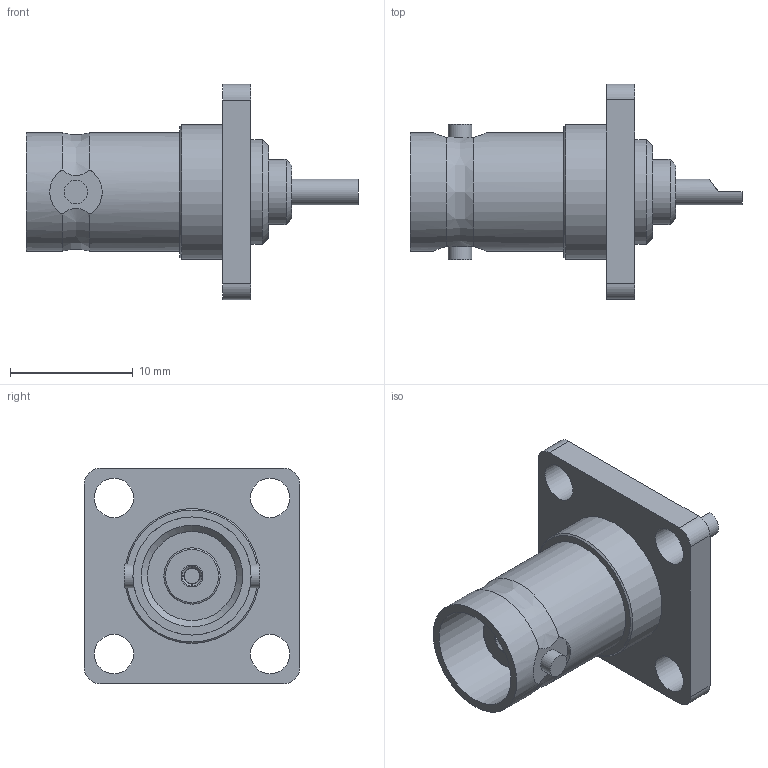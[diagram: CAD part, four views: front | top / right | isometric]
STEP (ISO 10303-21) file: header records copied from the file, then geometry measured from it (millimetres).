
FILE_DESCRIPTION (( 'STEP AP203' ), '1' );
FILE_NAME ('M39012-22-0001_3D.step', '2022-05-05T15:34:54', ( '' ), ( '' ), 'SwSTEP 2.0', 'SolidWorks 2021', '' );
FILE_SCHEMA (( 'CONFIG_CONTROL_DESIGN' ));
Length unit declared in the file: inch
Products named in the file (1): M39012-22-0001_3D
Bounding box: 27 x 17.5 x 17.5 mm (x, y, z)
Volume: 1561.9 mm3; surface area: 1781.8 mm2
Topology: 1 solids, 1 shells, 74 faces, 185 edges, 123 vertices
Faces by surface type: plane 38, cylinder 25, cone 8, bspline 2, torus 1
Full cylindrical faces by diameter (mm): 1.27 x1, 1.575 x1, 1.778 x1, 1.905 x2, 2.083 x1, 3.2 x4, 4.572 x1, 5.294 x1, 8.255 x1, 8.538 x1, 9.601 x2, 10.981 x1
Entity records: 2285 total; most frequent: CARTESIAN_POINT 545, DIRECTION 352, ORIENTED_EDGE 306, EDGE_CURVE 153, AXIS2_PLACEMENT_3D 144, EDGE_LOOP 114, VERTEX_POINT 113, FACE_OUTER_BOUND 92
